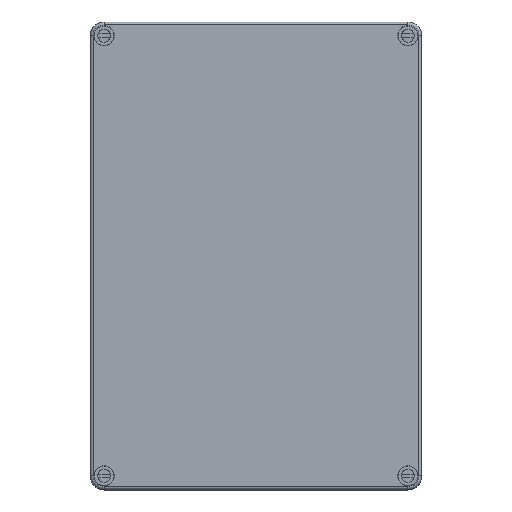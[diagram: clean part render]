
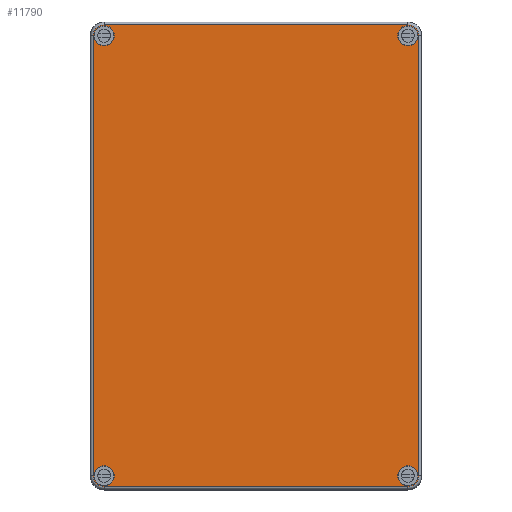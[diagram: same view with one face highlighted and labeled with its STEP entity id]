
A CAD part, top view. The second image highlights one B-rep face of the part: STEP entity #11790.
In plain terms, the highlighted planar face has unit normal (0, 0, 1).
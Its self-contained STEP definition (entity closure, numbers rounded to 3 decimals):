
#69 = CIRCLE ( 'NONE', #3956, 5.869 ) ;
#85 = ORIENTED_EDGE ( 'NONE', *, *, #6824, .T. ) ;
#86 = AXIS2_PLACEMENT_3D ( 'NONE', #4732, #19300, #6818 ) ;
#147 = CIRCLE ( 'NONE', #25644, 5.5 ) ;
#301 = DIRECTION ( 'NONE',  ( 0., -1., 0. ) ) ;
#586 = CARTESIAN_POINT ( 'NONE',  ( -82.5, -125.369, 39. ) ) ;
#691 = DIRECTION ( 'NONE',  ( 0., 0., -1. ) ) ;
#711 = EDGE_CURVE ( 'NONE', #9875, #19977, #8047, .T. ) ;
#809 = VERTEX_POINT ( 'NONE', #15477 ) ;
#936 = EDGE_LOOP ( 'NONE', ( #19913, #2782 ) ) ;
#1123 = AXIS2_PLACEMENT_3D ( 'NONE', #4780, #19343, #6862 ) ;
#1273 = ORIENTED_EDGE ( 'NONE', *, *, #20807, .F. ) ;
#1625 = CARTESIAN_POINT ( 'NONE',  ( -82.5, 119.5, 39. ) ) ;
#2244 = AXIS2_PLACEMENT_3D ( 'NONE', #15816, #3349, #17917 ) ;
#2271 = PLANE ( 'NONE',  #18602 ) ;
#2343 = DIRECTION ( 'NONE',  ( 0., 0., 1. ) ) ;
#2782 = ORIENTED_EDGE ( 'NONE', *, *, #26427, .F. ) ;
#3259 = VERTEX_POINT ( 'NONE', #586 ) ;
#3349 = DIRECTION ( 'NONE',  ( 0., 0., 1. ) ) ;
#3702 = DIRECTION ( 'NONE',  ( 1., 0., 0. ) ) ;
#3925 = ORIENTED_EDGE ( 'NONE', *, *, #13874, .T. ) ;
#3956 = AXIS2_PLACEMENT_3D ( 'NONE', #21820, #9366, #23895 ) ;
#4404 = CARTESIAN_POINT ( 'NONE',  ( 100., 125.369, 39. ) ) ;
#4732 = CARTESIAN_POINT ( 'NONE',  ( -82.5, 119.5, 39. ) ) ;
#4780 = CARTESIAN_POINT ( 'NONE',  ( 82.5, -119.5, 39. ) ) ;
#4936 = CIRCLE ( 'NONE', #16825, 5.5 ) ;
#5002 = FACE_BOUND ( 'NONE', #936, .T. ) ;
#5657 = DIRECTION ( 'NONE',  ( 0., 0., 1. ) ) ;
#5858 = LINE ( 'NONE', #10117, #11380 ) ;
#6099 = ORIENTED_EDGE ( 'NONE', *, *, #7403, .T. ) ;
#6249 = CARTESIAN_POINT ( 'NONE',  ( 88., -119.5, 39. ) ) ;
#6305 = ORIENTED_EDGE ( 'NONE', *, *, #10053, .T. ) ;
#6598 = EDGE_LOOP ( 'NONE', ( #13142, #22268 ) ) ;
#6715 = VECTOR ( 'NONE', #18976, 1000. ) ;
#6805 = AXIS2_PLACEMENT_3D ( 'NONE', #10421, #24941, #12529 ) ;
#6818 = DIRECTION ( 'NONE',  ( 1., 0., 0. ) ) ;
#6824 = EDGE_CURVE ( 'NONE', #24134, #10415, #25888, .T. ) ;
#6862 = DIRECTION ( 'NONE',  ( 1., 0., 0. ) ) ;
#7403 = EDGE_CURVE ( 'NONE', #10415, #19578, #5858, .T. ) ;
#7457 = ORIENTED_EDGE ( 'NONE', *, *, #16497, .F. ) ;
#7530 = VERTEX_POINT ( 'NONE', #8461 ) ;
#7859 = CIRCLE ( 'NONE', #16506, 5.5 ) ;
#8047 = CIRCLE ( 'NONE', #86, 5.5 ) ;
#8107 = EDGE_CURVE ( 'NONE', #7530, #20644, #11383, .T. ) ;
#8415 = CARTESIAN_POINT ( 'NONE',  ( 77., -119.5, 39. ) ) ;
#8461 = CARTESIAN_POINT ( 'NONE',  ( 88.369, 119.5, 39. ) ) ;
#8971 = ORIENTED_EDGE ( 'NONE', *, *, #711, .F. ) ;
#8975 = AXIS2_PLACEMENT_3D ( 'NONE', #24458, #12067, #26563 ) ;
#9074 = EDGE_CURVE ( 'NONE', #18153, #19186, #14932, .T. ) ;
#9102 = DIRECTION ( 'NONE',  ( 0., 0., 1. ) ) ;
#9141 = DIRECTION ( 'NONE',  ( 0., 0., 1. ) ) ;
#9366 = DIRECTION ( 'NONE',  ( 0., 0., -1. ) ) ;
#9854 = FACE_BOUND ( 'NONE', #12816, .T. ) ;
#9875 = VERTEX_POINT ( 'NONE', #20336 ) ;
#9973 = CARTESIAN_POINT ( 'NONE',  ( 88., 119.5, 39. ) ) ;
#10053 = EDGE_CURVE ( 'NONE', #809, #24134, #11601, .T. ) ;
#10117 = CARTESIAN_POINT ( 'NONE',  ( -88.369, 150., 39. ) ) ;
#10415 = VERTEX_POINT ( 'NONE', #26348 ) ;
#10421 = CARTESIAN_POINT ( 'NONE',  ( 82.5, 119.5, 39. ) ) ;
#10787 = EDGE_CURVE ( 'NONE', #19186, #18153, #17433, .T. ) ;
#10825 = DIRECTION ( 'NONE',  ( 0., 0., 1. ) ) ;
#11302 = EDGE_CURVE ( 'NONE', #21979, #23988, #147, .T. ) ;
#11380 = VECTOR ( 'NONE', #26731, 1000. ) ;
#11382 = CARTESIAN_POINT ( 'NONE',  ( -77., -119.5, 39. ) ) ;
#11383 = LINE ( 'NONE', #12747, #22434 ) ;
#11601 = LINE ( 'NONE', #4404, #6715 ) ;
#11790 = ADVANCED_FACE ( 'NONE', ( #16062, #20939, #5002, #15418, #9854 ), #2271, .T. ) ;
#11800 = DIRECTION ( 'NONE',  ( -1., 0., 0. ) ) ;
#12067 = DIRECTION ( 'NONE',  ( 0., 0., 1. ) ) ;
#12158 = LINE ( 'NONE', #22155, #22551 ) ;
#12529 = DIRECTION ( 'NONE',  ( 1., 0., 0. ) ) ;
#12577 = CARTESIAN_POINT ( 'NONE',  ( 88.369, -119.5, 39. ) ) ;
#12747 = CARTESIAN_POINT ( 'NONE',  ( 88.369, 150., 39. ) ) ;
#12795 = AXIS2_PLACEMENT_3D ( 'NONE', #1625, #16165, #3702 ) ;
#12816 = EDGE_LOOP ( 'NONE', ( #8971, #22302 ) ) ;
#12917 = CARTESIAN_POINT ( 'NONE',  ( -88.369, -119.5, 39. ) ) ;
#13142 = ORIENTED_EDGE ( 'NONE', *, *, #10787, .F. ) ;
#13166 = CARTESIAN_POINT ( 'NONE',  ( -82.5, -119.5, 39. ) ) ;
#13452 = CARTESIAN_POINT ( 'NONE',  ( -82.5, 125.369, 39. ) ) ;
#13865 = CIRCLE ( 'NONE', #6805, 5.5 ) ;
#13874 = EDGE_CURVE ( 'NONE', #22050, #20644, #14987, .T. ) ;
#14932 = CIRCLE ( 'NONE', #8975, 5.5 ) ;
#14987 = CIRCLE ( 'NONE', #2244, 5.869 ) ;
#15013 = CARTESIAN_POINT ( 'NONE',  ( 77., 119.5, 39. ) ) ;
#15269 = DIRECTION ( 'NONE',  ( -1., 0., 0. ) ) ;
#15418 = FACE_BOUND ( 'NONE', #20149, .T. ) ;
#15436 = CIRCLE ( 'NONE', #1123, 5.5 ) ;
#15477 = CARTESIAN_POINT ( 'NONE',  ( 82.5, 125.369, 39. ) ) ;
#15816 = CARTESIAN_POINT ( 'NONE',  ( 82.5, -119.5, 39. ) ) ;
#16062 = FACE_OUTER_BOUND ( 'NONE', #21006, .T. ) ;
#16165 = DIRECTION ( 'NONE',  ( 0., 0., 1. ) ) ;
#16497 = EDGE_CURVE ( 'NONE', #23988, #21979, #13865, .T. ) ;
#16506 = AXIS2_PLACEMENT_3D ( 'NONE', #18132, #5657, #20197 ) ;
#16825 = AXIS2_PLACEMENT_3D ( 'NONE', #21607, #9141, #23679 ) ;
#16918 = DIRECTION ( 'NONE',  ( 1., 0., 0. ) ) ;
#17146 = AXIS2_PLACEMENT_3D ( 'NONE', #13166, #691, #15269 ) ;
#17433 = CIRCLE ( 'NONE', #21151, 5.5 ) ;
#17917 = DIRECTION ( 'NONE',  ( 1., 0., 0. ) ) ;
#18132 = CARTESIAN_POINT ( 'NONE',  ( 82.5, -119.5, 39. ) ) ;
#18153 = VERTEX_POINT ( 'NONE', #20539 ) ;
#18391 = EDGE_CURVE ( 'NONE', #3259, #19578, #23840, .T. ) ;
#18602 = AXIS2_PLACEMENT_3D ( 'NONE', #23057, #2343, #16918 ) ;
#18976 = DIRECTION ( 'NONE',  ( -1., 0., 0. ) ) ;
#19186 = VERTEX_POINT ( 'NONE', #11382 ) ;
#19300 = DIRECTION ( 'NONE',  ( 0., 0., 1. ) ) ;
#19343 = DIRECTION ( 'NONE',  ( 0., 0., 1. ) ) ;
#19578 = VERTEX_POINT ( 'NONE', #12917 ) ;
#19679 = EDGE_CURVE ( 'NONE', #19977, #9875, #4936, .T. ) ;
#19913 = ORIENTED_EDGE ( 'NONE', *, *, #20935, .F. ) ;
#19977 = VERTEX_POINT ( 'NONE', #20524 ) ;
#20027 = VERTEX_POINT ( 'NONE', #6249 ) ;
#20149 = EDGE_LOOP ( 'NONE', ( #25034, #7457 ) ) ;
#20197 = DIRECTION ( 'NONE',  ( 1., 0., 0. ) ) ;
#20336 = CARTESIAN_POINT ( 'NONE',  ( -77., 119.5, 39. ) ) ;
#20524 = CARTESIAN_POINT ( 'NONE',  ( -88., 119.5, 39. ) ) ;
#20539 = CARTESIAN_POINT ( 'NONE',  ( -88., -119.5, 39. ) ) ;
#20644 = VERTEX_POINT ( 'NONE', #12577 ) ;
#20807 = EDGE_CURVE ( 'NONE', #809, #7530, #69, .T. ) ;
#20935 = EDGE_CURVE ( 'NONE', #20027, #26133, #7859, .T. ) ;
#20939 = FACE_BOUND ( 'NONE', #6598, .T. ) ;
#21006 = EDGE_LOOP ( 'NONE', ( #23068, #23943, #3925, #25164, #1273, #6305, #85, #6099 ) ) ;
#21151 = AXIS2_PLACEMENT_3D ( 'NONE', #21563, #9102, #23640 ) ;
#21563 = CARTESIAN_POINT ( 'NONE',  ( -82.5, -119.5, 39. ) ) ;
#21607 = CARTESIAN_POINT ( 'NONE',  ( -82.5, 119.5, 39. ) ) ;
#21820 = CARTESIAN_POINT ( 'NONE',  ( 82.5, 119.5, 39. ) ) ;
#21979 = VERTEX_POINT ( 'NONE', #9973 ) ;
#22050 = VERTEX_POINT ( 'NONE', #22712 ) ;
#22155 = CARTESIAN_POINT ( 'NONE',  ( 100., -125.369, 39. ) ) ;
#22268 = ORIENTED_EDGE ( 'NONE', *, *, #9074, .F. ) ;
#22302 = ORIENTED_EDGE ( 'NONE', *, *, #19679, .F. ) ;
#22434 = VECTOR ( 'NONE', #301, 1000. ) ;
#22551 = VECTOR ( 'NONE', #11800, 1000. ) ;
#22712 = CARTESIAN_POINT ( 'NONE',  ( 82.5, -125.369, 39. ) ) ;
#23057 = CARTESIAN_POINT ( 'NONE',  ( 0., 0., 39. ) ) ;
#23068 = ORIENTED_EDGE ( 'NONE', *, *, #18391, .F. ) ;
#23263 = CARTESIAN_POINT ( 'NONE',  ( 82.5, 119.5, 39. ) ) ;
#23640 = DIRECTION ( 'NONE',  ( 1., 0., 0. ) ) ;
#23679 = DIRECTION ( 'NONE',  ( 1., 0., 0. ) ) ;
#23840 = CIRCLE ( 'NONE', #17146, 5.869 ) ;
#23895 = DIRECTION ( 'NONE',  ( -1., 0., 0. ) ) ;
#23943 = ORIENTED_EDGE ( 'NONE', *, *, #25904, .F. ) ;
#23988 = VERTEX_POINT ( 'NONE', #15013 ) ;
#24134 = VERTEX_POINT ( 'NONE', #13452 ) ;
#24458 = CARTESIAN_POINT ( 'NONE',  ( -82.5, -119.5, 39. ) ) ;
#24941 = DIRECTION ( 'NONE',  ( 0., 0., 1. ) ) ;
#25034 = ORIENTED_EDGE ( 'NONE', *, *, #11302, .F. ) ;
#25164 = ORIENTED_EDGE ( 'NONE', *, *, #8107, .F. ) ;
#25338 = DIRECTION ( 'NONE',  ( 1., 0., 0. ) ) ;
#25644 = AXIS2_PLACEMENT_3D ( 'NONE', #23263, #10825, #25338 ) ;
#25888 = CIRCLE ( 'NONE', #12795, 5.869 ) ;
#25904 = EDGE_CURVE ( 'NONE', #22050, #3259, #12158, .T. ) ;
#26133 = VERTEX_POINT ( 'NONE', #8415 ) ;
#26348 = CARTESIAN_POINT ( 'NONE',  ( -88.369, 119.5, 39. ) ) ;
#26427 = EDGE_CURVE ( 'NONE', #26133, #20027, #15436, .T. ) ;
#26563 = DIRECTION ( 'NONE',  ( 1., 0., 0. ) ) ;
#26731 = DIRECTION ( 'NONE',  ( 0., -1., 0. ) ) ;
